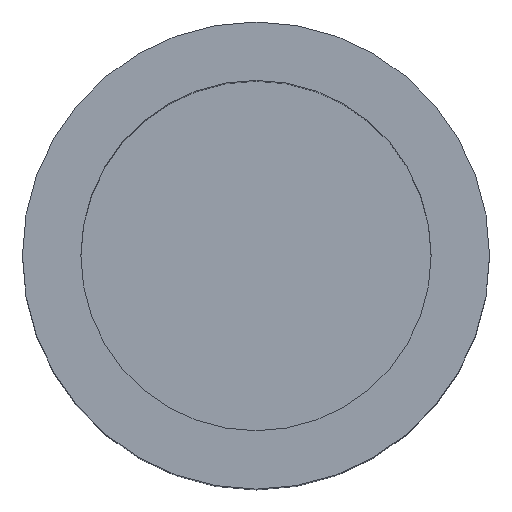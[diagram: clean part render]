
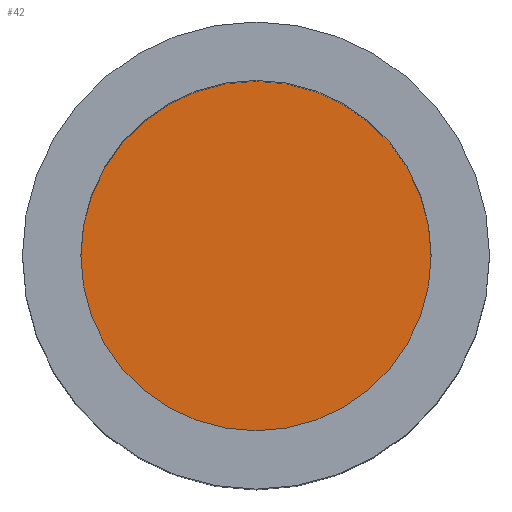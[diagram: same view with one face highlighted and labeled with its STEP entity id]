
A CAD part, top view. The second image highlights one B-rep face of the part: STEP entity #42.
In plain terms, the highlighted planar face has unit normal (0, 0, 1).
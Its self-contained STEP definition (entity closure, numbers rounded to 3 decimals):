
#42 = ADVANCED_FACE( '', ( #91 ), #92, .F. );
#91 = FACE_OUTER_BOUND( '', #152, .T. );
#92 = PLANE( '', #153 );
#152 = EDGE_LOOP( '', ( #211 ) );
#153 = AXIS2_PLACEMENT_3D( '', #212, #213, #214 );
#211 = ORIENTED_EDGE( '', *, *, #284, .F. );
#212 = CARTESIAN_POINT( '', ( 0., 0., 9.251 ) );
#213 = DIRECTION( '', ( 0., 0., -1. ) );
#214 = DIRECTION( '', ( -1., 0., 0. ) );
#284 = EDGE_CURVE( '', #313, #313, #314, .T. );
#313 = VERTEX_POINT( '', #353 );
#314 = CIRCLE( '', #354, 7.5 );
#353 = CARTESIAN_POINT( '', ( 7.5, 0., 9.251 ) );
#354 = AXIS2_PLACEMENT_3D( '', #393, #394, #395 );
#393 = CARTESIAN_POINT( '', ( 0., 0., 9.251 ) );
#394 = DIRECTION( '', ( 0., 0., -1. ) );
#395 = DIRECTION( '', ( 1., 0., 0. ) );
